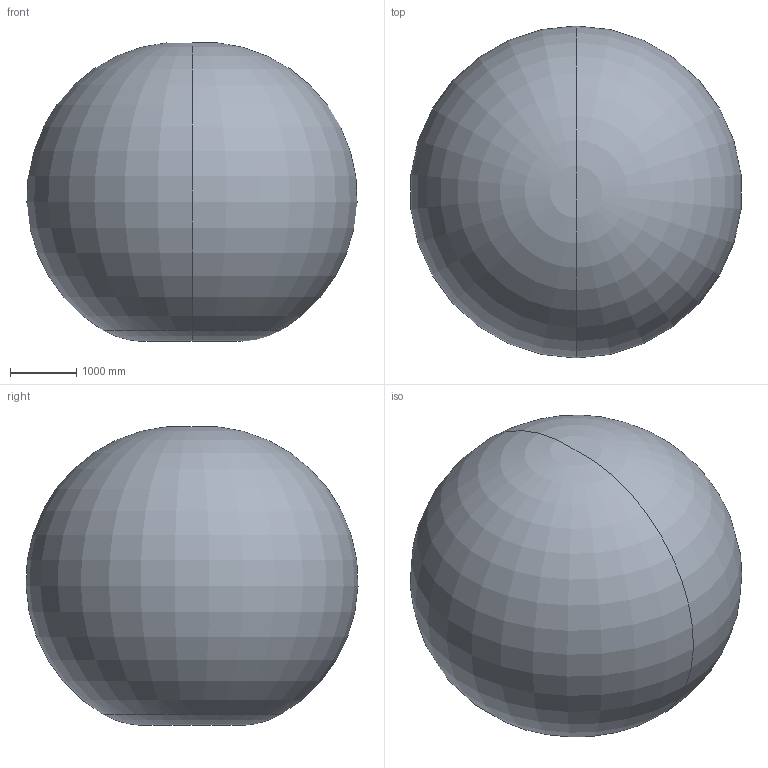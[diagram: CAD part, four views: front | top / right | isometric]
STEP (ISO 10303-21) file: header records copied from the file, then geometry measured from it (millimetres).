
FILE_DESCRIPTION (( 'STEP AP214' ), '1' );
FILE_NAME ('IRB4600_20kg-250_WORKING-SPACE_rev00.STEP', '2016-12-06T10:23:15', ( 'ABB' ), ( 'ABB' ), 'SwSTEP 2.0', 'SolidWorks 2014', '' );
FILE_SCHEMA (( 'AUTOMOTIVE_DESIGN' ));
Length unit declared in the file: millimetre
Products named in the file (1): IRB4600_20kg-250_WORKING-SPACE_rev00
Bounding box: 4970.4 x 4997.78 x 4497.14 mm (x, y, z)
Volume: 61100231209.6 mm3; surface area: 81110236.6 mm2
Topology: 1 solids, 2 shells, 8 faces, 20 edges, 8 vertices
Faces by surface type: torus 8
Entity records: 220 total; most frequent: DIRECTION 42, CARTESIAN_POINT 29, ORIENTED_EDGE 24, AXIS2_PLACEMENT_3D 21, CIRCLE 12, EDGE_CURVE 12, VERTEX_POINT 8, EDGE_LOOP 8
